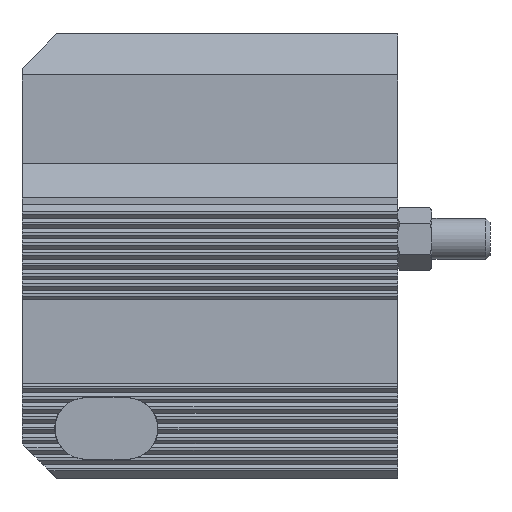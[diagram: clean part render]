
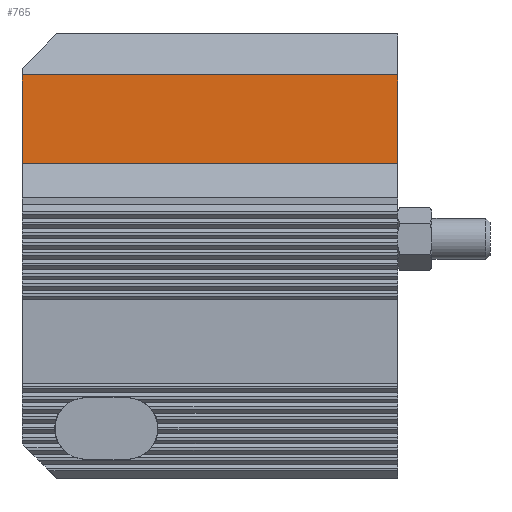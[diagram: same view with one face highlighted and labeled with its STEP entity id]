
A CAD part, left-side view. The second image highlights one B-rep face of the part: STEP entity #765.
In plain terms, the highlighted planar face has unit normal (-1, 0, 0).
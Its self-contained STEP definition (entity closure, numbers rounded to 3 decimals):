
#253=LINE('',#3991,#560);
#255=LINE('',#3995,#562);
#256=LINE('',#3997,#563);
#257=LINE('',#3999,#564);
#560=VECTOR('',#3208,1.);
#562=VECTOR('',#3212,1.);
#563=VECTOR('',#3213,1.);
#564=VECTOR('',#3214,1.);
#765=ADVANCED_FACE('',(#1020),#902,.F.);
#902=PLANE('',#2799);
#1020=FACE_OUTER_BOUND('',#1152,.T.);
#1152=EDGE_LOOP('',(#1452,#1453,#1454,#1455));
#1452=ORIENTED_EDGE('',*,*,#2473,.T.);
#1453=ORIENTED_EDGE('',*,*,#2474,.F.);
#1454=ORIENTED_EDGE('',*,*,#2475,.F.);
#1455=ORIENTED_EDGE('',*,*,#2471,.T.);
#2184=VERTEX_POINT('',#3990);
#2185=VERTEX_POINT('',#3992);
#2186=VERTEX_POINT('',#3996);
#2187=VERTEX_POINT('',#3998);
#2471=EDGE_CURVE('',#2185,#2184,#253,.T.);
#2473=EDGE_CURVE('',#2184,#2186,#255,.T.);
#2474=EDGE_CURVE('',#2187,#2186,#256,.T.);
#2475=EDGE_CURVE('',#2185,#2187,#257,.T.);
#2799=AXIS2_PLACEMENT_3D('',#4000,#3215,#3216);
#3208=DIRECTION('',(0.,1.,0.));
#3212=DIRECTION('',(0.,0.,-1.));
#3213=DIRECTION('',(0.,1.,0.));
#3214=DIRECTION('',(0.,0.,-1.));
#3215=DIRECTION('',(1.,0.,0.));
#3216=DIRECTION('',(0.,0.,-1.));
#3990=CARTESIAN_POINT('',(18.825,27.5,39.));
#3991=CARTESIAN_POINT('',(18.825,-27.5,39.));
#3992=CARTESIAN_POINT('',(18.825,-27.5,39.));
#3995=CARTESIAN_POINT('',(18.825,27.5,39.));
#3996=CARTESIAN_POINT('',(18.825,27.5,26.));
#3997=CARTESIAN_POINT('',(18.825,-27.5,26.));
#3998=CARTESIAN_POINT('',(18.825,-27.5,26.));
#3999=CARTESIAN_POINT('',(18.825,-27.5,39.));
#4000=CARTESIAN_POINT('',(18.825,-27.5,39.));
